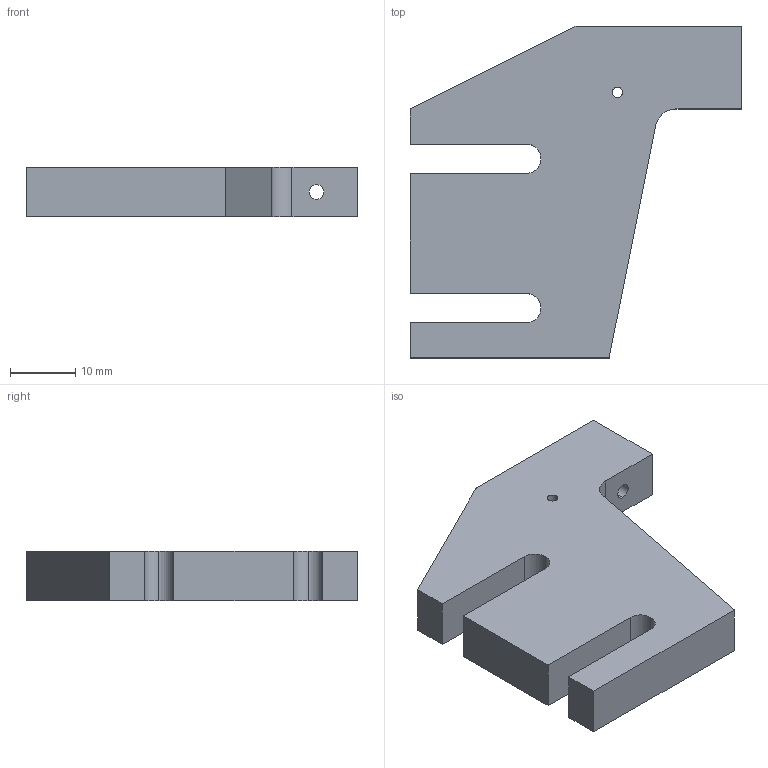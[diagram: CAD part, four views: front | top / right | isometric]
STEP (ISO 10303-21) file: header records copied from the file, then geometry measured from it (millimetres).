
FILE_DESCRIPTION (( 'STEP AP203' ), '1' );
FILE_NAME ('D1200537-v1.STEP', '2012-03-31T04:06:42', ( 'Dwayne Giardina' ), ( 'Microsoft' ), 'SwSTEP 2.0', 'SolidWorks 2012', '' );
FILE_SCHEMA (( 'CONFIG_CONTROL_DESIGN' ));
Length unit declared in the file: inch
Products named in the file (1): D1200537-v1
Bounding box: 50.8 x 50.8 x 7.62 mm (x, y, z)
Volume: 12199.5 mm3; surface area: 5421.7 mm2
Topology: 1 solids, 1 shells, 30 faces, 88 edges, 57 vertices
Faces by surface type: plane 15, cylinder 13, cone 2
Entity records: 1131 total; most frequent: CARTESIAN_POINT 246, ORIENTED_EDGE 172, DIRECTION 162, EDGE_CURVE 86, VERTEX_POINT 57, VECTOR 56, LINE 56, AXIS2_PLACEMENT_3D 53
